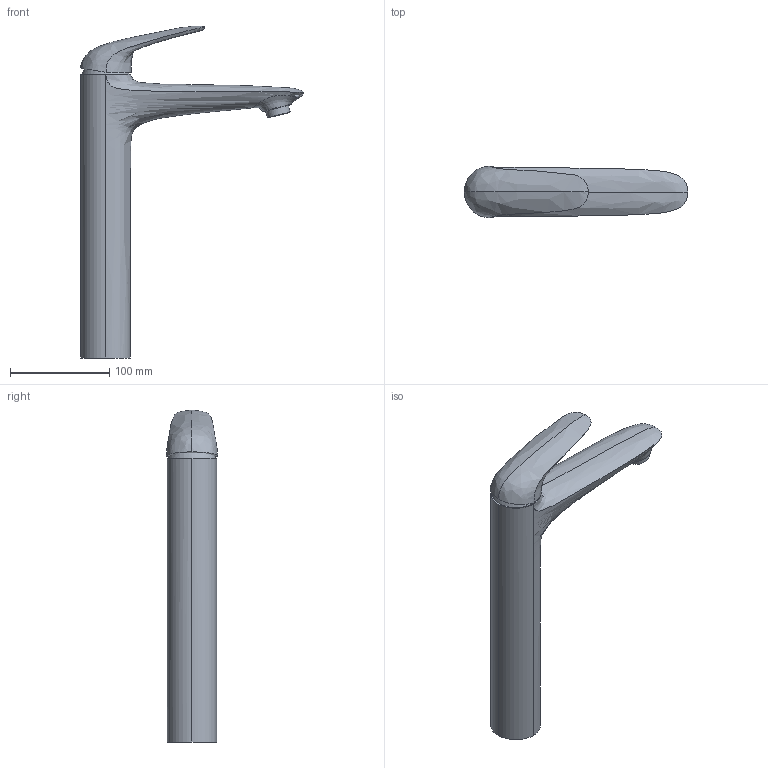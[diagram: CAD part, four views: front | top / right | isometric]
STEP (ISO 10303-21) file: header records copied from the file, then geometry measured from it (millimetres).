
FILE_DESCRIPTION(/* description */ ('Unknown'),/* implementation_level */ '2;1');
FILE_NAME(/* name */ '23585001',/* time_stamp */ '2022-09-09T18:48:01+02:00',/* author */ ('Unknown'),/* organization */ ('GROHE AG'),/* preprocessor_version */ 'ST-DEVELOPER v16.7',/* originating_system */ 'DEX',/* authorisation */ $);
FILE_SCHEMA (('AUTOMOTIVE_DESIGN {1 0 10303 214 3 1 1}'));
Length unit declared in the file: millimetre
Products named in the file (2): 23585001; id11
Assembly tree (1 placements, depth 2):
  23585001
    id11
Bounding box: 224.79 x 51.78 x 334.26 mm (x, y, z)
Volume: 64219 mm3; surface area: 85480.3 mm2
Topology: 1 solids, 5 shells, 28 faces, 64 edges, 42 vertices
Faces by surface type: bspline 21, plane 3, cylinder 2, cone 1, sphere 1
Full cylindrical faces by diameter (mm): 6.7 x1, 23.6 x1
Entity records: 4667 total; most frequent: CARTESIAN_POINT 4037, ORIENTED_EDGE 114, EDGE_CURVE 59, B_SPLINE_CURVE_WITH_KNOTS 51, VERTEX_POINT 41, EDGE_LOOP 32, FACE_BOUND 32, DIRECTION 32
